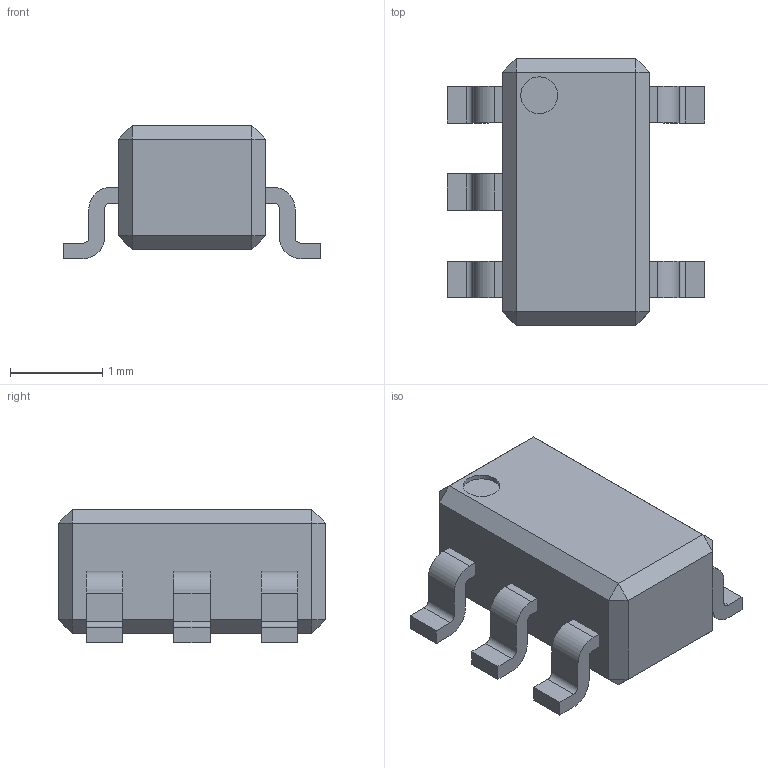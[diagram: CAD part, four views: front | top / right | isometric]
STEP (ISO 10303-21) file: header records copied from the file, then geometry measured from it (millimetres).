
FILE_DESCRIPTION(('Open CASCADE Model'),'2;1');
FILE_NAME('Open CASCADE Shape Model','2023-10-10T13:21:24',('Author'),('Open CASCADE'),'Open CASCADE STEP processor 7.7','Open CASCADE 7.7','Unknown');
FILE_SCHEMA(('AUTOMOTIVE_DESIGN { 1 0 10303 214 1 1 1 1 }'));
Length unit declared in the file: millimetre
Products named in the file (11): SOT23-5P95_280X145L60X40; body; body_part; dot; dot_part; lead-1; lead-1_part; lead-2; lead-3; lead-4; lead-5
Assembly tree (14 placements, depth 3):
  SOT23-5P95_280X145L60X40
    body
      body_part
    dot
      dot_part
    lead-1
      lead-1_part
    lead-2
      lead-1_part
    lead-3
      lead-1_part
    lead-4
      lead-1_part
    lead-5
      lead-1_part
Bounding box: 2.8 x 2.9 x 1.45 mm (x, y, z)
Volume: 6.7 mm3; surface area: 31.1 mm2
Topology: 7 solids, 7 shells, 101 faces, 234 edges, 148 vertices
Faces by surface type: plane 79, bspline 20, cylinder 2
Full cylindrical faces by diameter (mm): 0.4 x2
Entity records: 1017 total; most frequent: CARTESIAN_POINT 151, ORIENTED_EDGE 149, EDGE_CURVE 89, LINE 73, DIRECTION 60, VERTEX_POINT 51, FACE_BOUND 46, AXIS2_PLACEMENT_3D 45
